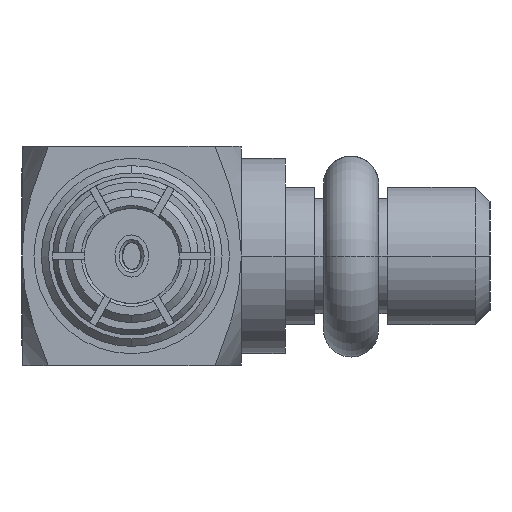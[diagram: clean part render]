
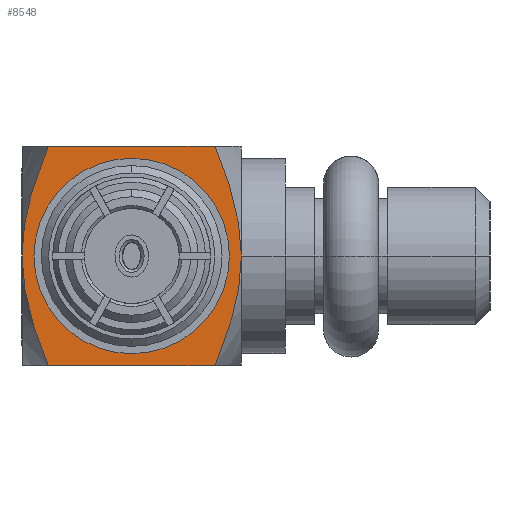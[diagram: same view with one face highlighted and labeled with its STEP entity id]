
A CAD part, left-side view. The second image highlights one B-rep face of the part: STEP entity #8548.
In plain terms, the highlighted face is planar.
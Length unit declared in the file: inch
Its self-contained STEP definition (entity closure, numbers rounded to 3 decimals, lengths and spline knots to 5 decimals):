
#8 = VECTOR ( 'NONE', #865, 39.37008 ) ;
#141 = EDGE_CURVE ( 'NONE', #9196, #5012, #3532, .T. ) ;
#146 = VERTEX_POINT ( 'NONE', #9115 ) ;
#229 = PLANE ( 'NONE',  #5858 ) ;
#331 = DIRECTION ( 'NONE',  ( 0., 0., 1. ) ) ;
#440 = CARTESIAN_POINT ( 'NONE',  ( 0.01301, -0.075, 0.075 ) ) ;
#543 = CARTESIAN_POINT ( 'NONE',  ( -0.075, -0.05706, 0.075 ) ) ;
#544 = AXIS2_PLACEMENT_3D ( 'NONE', #9154, #331, #3263 ) ;
#608 = VERTEX_POINT ( 'NONE', #1951 ) ;
#661 = ORIENTED_EDGE ( 'NONE', *, *, #141, .T. ) ;
#681 = ORIENTED_EDGE ( 'NONE', *, *, #1223, .T. ) ;
#717 = CARTESIAN_POINT ( 'NONE',  ( 0.075, -0.075, 0.075 ) ) ;
#865 = DIRECTION ( 'NONE',  ( 0., 1., 0. ) ) ;
#1223 = EDGE_CURVE ( 'NONE', #4246, #6519, #3874, .T. ) ;
#1543 = DIRECTION ( 'NONE',  ( 0., 0., -1. ) ) ;
#1647 = CARTESIAN_POINT ( 'NONE',  ( -0.075, -0.075, 0.075 ) ) ;
#1730 = EDGE_LOOP ( 'NONE', ( #8783, #4234, #661, #7324, #6930, #681 ) ) ;
#1899 = CARTESIAN_POINT ( 'NONE',  ( -0.03208, 0.07131, 0.075 ) ) ;
#1927 = EDGE_LOOP ( 'NONE', ( #3035, #8278 ) ) ;
#1951 = CARTESIAN_POINT ( 'NONE',  ( 0.06, 0., 0.075 ) ) ;
#1994 = CARTESIAN_POINT ( 'NONE',  ( -0.075, 0.05706, 0.075 ) ) ;
#2093 = CARTESIAN_POINT ( 'NONE',  ( -0.05079, 0.0664, 0.075 ) ) ;
#2905 = CARTESIAN_POINT ( 'NONE',  ( -0.075, 0.05706, 0.075 ) ) ;
#3035 = ORIENTED_EDGE ( 'NONE', *, *, #8421, .F. ) ;
#3057 = LINE ( 'NONE', #1647, #4442 ) ;
#3162 = CARTESIAN_POINT ( 'NONE',  ( 0., 0., 0.075 ) ) ;
#3204 = CARTESIAN_POINT ( 'NONE',  ( 0.02571, 0.07298, 0.075 ) ) ;
#3263 = DIRECTION ( 'NONE',  ( -1., 0., 0. ) ) ;
#3267 = CARTESIAN_POINT ( 'NONE',  ( 0., -0.075, 0.075 ) ) ;
#3532 = B_SPLINE_CURVE_WITH_KNOTS ( 'NONE', 3,
 ( #8856, #440, #8351, #5283, #3853, #6684 ),
 .UNSPECIFIED., .F., .F.,
 ( 4, 2, 4 ),
 ( 0.00408, 0.00507, 0.00607 ),
 .UNSPECIFIED. ) ;
#3779 = FACE_BOUND ( 'NONE', #1927, .T. ) ;
#3794 = CARTESIAN_POINT ( 'NONE',  ( 0.075, 0.05706, 0.075 ) ) ;
#3853 = CARTESIAN_POINT ( 'NONE',  ( 0.06301, -0.06196, 0.075 ) ) ;
#3874 = B_SPLINE_CURVE_WITH_KNOTS ( 'NONE', 3,
 ( #8505, #9126, #4984, #7854, #1899, #2093, #7811, #1994 ),
 .UNSPECIFIED., .F., .F.,
 ( 4, 2, 2, 4 ),
 ( 0.00692, 0.00741, 0.00789, 0.00887 ),
 .UNSPECIFIED. ) ;
#4037 = VERTEX_POINT ( 'NONE', #3794 ) ;
#4234 = ORIENTED_EDGE ( 'NONE', *, *, #7534, .T. ) ;
#4246 = VERTEX_POINT ( 'NONE', #4247 ) ;
#4247 = CARTESIAN_POINT ( 'NONE',  ( 0., 0.075, 0.075 ) ) ;
#4342 = EDGE_CURVE ( 'NONE', #4037, #4246, #4738, .T. ) ;
#4442 = VECTOR ( 'NONE', #7916, 39.37008 ) ;
#4577 = EDGE_CURVE ( 'NONE', #608, #146, #6814, .T. ) ;
#4696 = CARTESIAN_POINT ( 'NONE',  ( -0.02578, -0.07265, 0.075 ) ) ;
#4738 = B_SPLINE_CURVE_WITH_KNOTS ( 'NONE', 3,
 ( #8666, #7964, #5140, #3204, #5988, #6841 ),
 .UNSPECIFIED., .F., .F.,
 ( 4, 2, 4 ),
 ( 0.00495, 0.00593, 0.00692 ),
 .UNSPECIFIED. ) ;
#4838 = CARTESIAN_POINT ( 'NONE',  ( -0.013, -0.0745, 0.075 ) ) ;
#4984 = CARTESIAN_POINT ( 'NONE',  ( -0.013, 0.0745, 0.075 ) ) ;
#5012 = VERTEX_POINT ( 'NONE', #6099 ) ;
#5140 = CARTESIAN_POINT ( 'NONE',  ( 0.05069, 0.06643, 0.075 ) ) ;
#5261 = CARTESIAN_POINT ( 'NONE',  ( -0.075, -0.05706, 0.075 ) ) ;
#5283 = CARTESIAN_POINT ( 'NONE',  ( 0.05069, -0.06643, 0.075 ) ) ;
#5394 = CARTESIAN_POINT ( 'NONE',  ( -0.06303, -0.06195, 0.075 ) ) ;
#5625 = EDGE_CURVE ( 'NONE', #5012, #4037, #6518, .T. ) ;
#5679 = EDGE_CURVE ( 'NONE', #6519, #7807, #3057, .T. ) ;
#5858 = AXIS2_PLACEMENT_3D ( 'NONE', #3162, #1543, #8011 ) ;
#5974 = DIRECTION ( 'NONE',  ( 0., 0., 1. ) ) ;
#5988 = CARTESIAN_POINT ( 'NONE',  ( 0.01301, 0.075, 0.075 ) ) ;
#6099 = CARTESIAN_POINT ( 'NONE',  ( 0.075, -0.05706, 0.075 ) ) ;
#6321 = CARTESIAN_POINT ( 'NONE',  ( 0., -0.075, 0.075 ) ) ;
#6338 = CARTESIAN_POINT ( 'NONE',  ( -0.00645, -0.075, 0.075 ) ) ;
#6518 = LINE ( 'NONE', #717, #8 ) ;
#6519 = VERTEX_POINT ( 'NONE', #2905 ) ;
#6592 = CARTESIAN_POINT ( 'NONE',  ( 0., 0., 0.075 ) ) ;
#6684 = CARTESIAN_POINT ( 'NONE',  ( 0.075, -0.05706, 0.075 ) ) ;
#6757 = FACE_OUTER_BOUND ( 'NONE', #1730, .T. ) ;
#6814 = CIRCLE ( 'NONE', #7563, 0.06 ) ;
#6841 = CARTESIAN_POINT ( 'NONE',  ( 0., 0.075, 0.075 ) ) ;
#6919 = CIRCLE ( 'NONE', #544, 0.06 ) ;
#6930 = ORIENTED_EDGE ( 'NONE', *, *, #4342, .T. ) ;
#7324 = ORIENTED_EDGE ( 'NONE', *, *, #5625, .T. ) ;
#7534 = EDGE_CURVE ( 'NONE', #7807, #9196, #9168, .T. ) ;
#7563 = AXIS2_PLACEMENT_3D ( 'NONE', #6592, #5974, #8902 ) ;
#7807 = VERTEX_POINT ( 'NONE', #5261 ) ;
#7811 = CARTESIAN_POINT ( 'NONE',  ( -0.06303, 0.06195, 0.075 ) ) ;
#7854 = CARTESIAN_POINT ( 'NONE',  ( -0.02578, 0.07265, 0.075 ) ) ;
#7916 = DIRECTION ( 'NONE',  ( 0., -1., 0. ) ) ;
#7964 = CARTESIAN_POINT ( 'NONE',  ( 0.06301, 0.06196, 0.075 ) ) ;
#8011 = DIRECTION ( 'NONE',  ( -1., 0., 0. ) ) ;
#8278 = ORIENTED_EDGE ( 'NONE', *, *, #4577, .F. ) ;
#8351 = CARTESIAN_POINT ( 'NONE',  ( 0.02571, -0.07298, 0.075 ) ) ;
#8421 = EDGE_CURVE ( 'NONE', #146, #608, #6919, .T. ) ;
#8505 = CARTESIAN_POINT ( 'NONE',  ( 0., 0.075, 0.075 ) ) ;
#8548 = ADVANCED_FACE ( 'NONE', ( #3779, #6757 ), #229, .F. ) ;
#8666 = CARTESIAN_POINT ( 'NONE',  ( 0.075, 0.05706, 0.075 ) ) ;
#8783 = ORIENTED_EDGE ( 'NONE', *, *, #5679, .T. ) ;
#8856 = CARTESIAN_POINT ( 'NONE',  ( 0., -0.075, 0.075 ) ) ;
#8902 = DIRECTION ( 'NONE',  ( -1., 0., 0. ) ) ;
#9072 = CARTESIAN_POINT ( 'NONE',  ( -0.05079, -0.0664, 0.075 ) ) ;
#9115 = CARTESIAN_POINT ( 'NONE',  ( -0.06, 0., 0.075 ) ) ;
#9126 = CARTESIAN_POINT ( 'NONE',  ( -0.00645, 0.075, 0.075 ) ) ;
#9154 = CARTESIAN_POINT ( 'NONE',  ( 0., 0., 0.075 ) ) ;
#9165 = CARTESIAN_POINT ( 'NONE',  ( -0.03208, -0.07131, 0.075 ) ) ;
#9168 = B_SPLINE_CURVE_WITH_KNOTS ( 'NONE', 3,
 ( #543, #5394, #9072, #9165, #4696, #4838, #6338, #3267 ),
 .UNSPECIFIED., .F., .F.,
 ( 4, 2, 2, 4 ),
 ( 0.00211, 0.0031, 0.00359, 0.00408 ),
 .UNSPECIFIED. ) ;
#9196 = VERTEX_POINT ( 'NONE', #6321 ) ;
